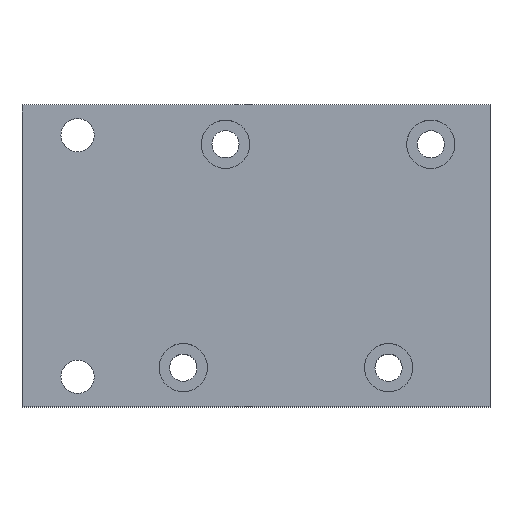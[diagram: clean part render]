
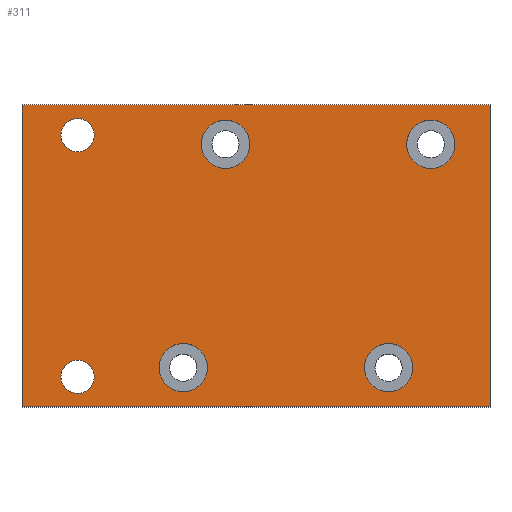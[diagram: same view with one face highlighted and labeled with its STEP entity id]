
A CAD part, top view. The second image highlights one B-rep face of the part: STEP entity #311.
In plain terms, the highlighted planar face has unit normal (0, 0, 1).
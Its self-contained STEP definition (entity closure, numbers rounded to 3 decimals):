
#20=LINE('',#489,#32);
#24=LINE('',#498,#36);
#27=LINE('',#504,#39);
#30=LINE('',#520,#42);
#32=VECTOR('',#401,1000.);
#36=VECTOR('',#407,1000.);
#39=VECTOR('',#412,1000.);
#42=VECTOR('',#429,1000.);
#49=PLANE('',#356);
#92=ORIENTED_EDGE('',*,*,#142,.F.);
#93=ORIENTED_EDGE('',*,*,#143,.F.);
#94=ORIENTED_EDGE('',*,*,#144,.F.);
#95=ORIENTED_EDGE('',*,*,#145,.F.);
#96=ORIENTED_EDGE('',*,*,#139,.F.);
#97=ORIENTED_EDGE('',*,*,#137,.F.);
#98=ORIENTED_EDGE('',*,*,#126,.T.);
#99=ORIENTED_EDGE('',*,*,#130,.T.);
#100=ORIENTED_EDGE('',*,*,#133,.T.);
#101=ORIENTED_EDGE('',*,*,#140,.T.);
#126=EDGE_CURVE('',#158,#159,#20,.T.);
#130=EDGE_CURVE('',#159,#162,#24,.T.);
#133=EDGE_CURVE('',#162,#164,#27,.T.);
#137=EDGE_CURVE('',#167,#167,#187,.T.);
#139=EDGE_CURVE('',#169,#169,#189,.T.);
#140=EDGE_CURVE('',#164,#158,#30,.T.);
#142=EDGE_CURVE('',#170,#170,#190,.T.);
#143=EDGE_CURVE('',#171,#171,#191,.T.);
#144=EDGE_CURVE('',#172,#172,#192,.T.);
#145=EDGE_CURVE('',#173,#173,#193,.T.);
#158=VERTEX_POINT('',#490);
#159=VERTEX_POINT('',#491);
#162=VERTEX_POINT('',#499);
#164=VERTEX_POINT('',#505);
#167=VERTEX_POINT('',#513);
#169=VERTEX_POINT('',#518);
#170=VERTEX_POINT('',#525);
#171=VERTEX_POINT('',#527);
#172=VERTEX_POINT('',#529);
#173=VERTEX_POINT('',#531);
#187=CIRCLE('',#350,2.75);
#189=CIRCLE('',#353,2.75);
#190=CIRCLE('',#357,4.);
#191=CIRCLE('',#358,4.);
#192=CIRCLE('',#359,4.);
#193=CIRCLE('',#360,4.);
#221=EDGE_LOOP('',(#92));
#222=EDGE_LOOP('',(#93));
#223=EDGE_LOOP('',(#94));
#224=EDGE_LOOP('',(#95));
#225=EDGE_LOOP('',(#96));
#226=EDGE_LOOP('',(#97));
#227=EDGE_LOOP('',(#98,#99,#100,#101));
#267=FACE_BOUND('',#221,.T.);
#268=FACE_BOUND('',#222,.T.);
#269=FACE_BOUND('',#223,.T.);
#270=FACE_BOUND('',#224,.T.);
#271=FACE_BOUND('',#225,.T.);
#272=FACE_BOUND('',#226,.T.);
#273=FACE_BOUND('',#227,.T.);
#311=ADVANCED_FACE('',(#267,#268,#269,#270,#271,#272,#273),#49,.T.);
#350=AXIS2_PLACEMENT_3D('',#512,#419,#420);
#353=AXIS2_PLACEMENT_3D('',#517,#425,#426);
#356=AXIS2_PLACEMENT_3D('',#523,#433,#434);
#357=AXIS2_PLACEMENT_3D('',#524,#435,#436);
#358=AXIS2_PLACEMENT_3D('',#526,#437,#438);
#359=AXIS2_PLACEMENT_3D('',#528,#439,#440);
#360=AXIS2_PLACEMENT_3D('',#530,#441,#442);
#401=DIRECTION('',(-1.,0.,0.));
#407=DIRECTION('',(0.,-1.,0.));
#412=DIRECTION('',(1.,0.,0.));
#419=DIRECTION('',(0.,0.,1.));
#420=DIRECTION('',(1.,0.,0.));
#425=DIRECTION('',(0.,0.,1.));
#426=DIRECTION('',(1.,0.,0.));
#429=DIRECTION('',(0.,1.,0.));
#433=DIRECTION('',(0.,0.,1.));
#434=DIRECTION('',(1.,0.,0.));
#435=DIRECTION('',(0.,0.,1.));
#436=DIRECTION('',(1.,0.,0.));
#437=DIRECTION('',(0.,0.,1.));
#438=DIRECTION('',(1.,0.,0.));
#439=DIRECTION('',(0.,0.,1.));
#440=DIRECTION('',(1.,0.,0.));
#441=DIRECTION('',(0.,0.,1.));
#442=DIRECTION('',(1.,0.,0.));
#489=CARTESIAN_POINT('',(38.75,25.,0.));
#490=CARTESIAN_POINT('',(38.75,25.,0.));
#491=CARTESIAN_POINT('',(-38.75,25.,0.));
#498=CARTESIAN_POINT('',(-38.75,25.,0.));
#499=CARTESIAN_POINT('',(-38.75,-25.,0.));
#504=CARTESIAN_POINT('',(-38.75,-25.,0.));
#505=CARTESIAN_POINT('',(38.75,-25.,0.));
#512=CARTESIAN_POINT('',(-29.55,20.,0.));
#513=CARTESIAN_POINT('',(-26.8,20.,0.));
#517=CARTESIAN_POINT('',(-29.55,-20.,0.));
#518=CARTESIAN_POINT('',(-26.8,-20.,0.));
#520=CARTESIAN_POINT('',(38.75,-25.,0.));
#523=CARTESIAN_POINT('',(0.,0.,0.));
#524=CARTESIAN_POINT('',(-12.05,-18.5,0.));
#525=CARTESIAN_POINT('',(-8.05,-18.5,0.));
#526=CARTESIAN_POINT('',(21.95,-18.5,0.));
#527=CARTESIAN_POINT('',(25.95,-18.5,0.));
#528=CARTESIAN_POINT('',(-5.05,18.5,0.));
#529=CARTESIAN_POINT('',(-1.05,18.5,0.));
#530=CARTESIAN_POINT('',(28.95,18.5,0.));
#531=CARTESIAN_POINT('',(32.95,18.5,0.));
